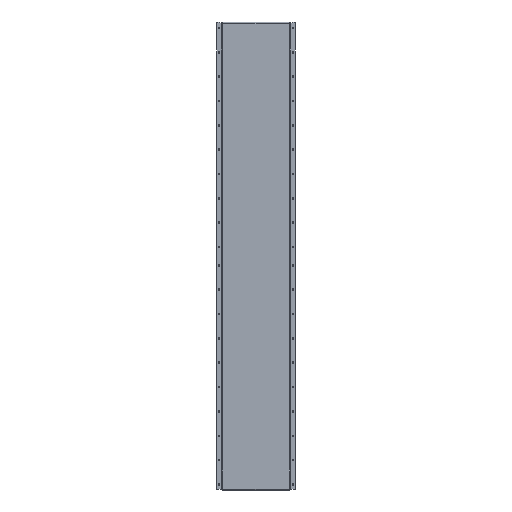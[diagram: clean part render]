
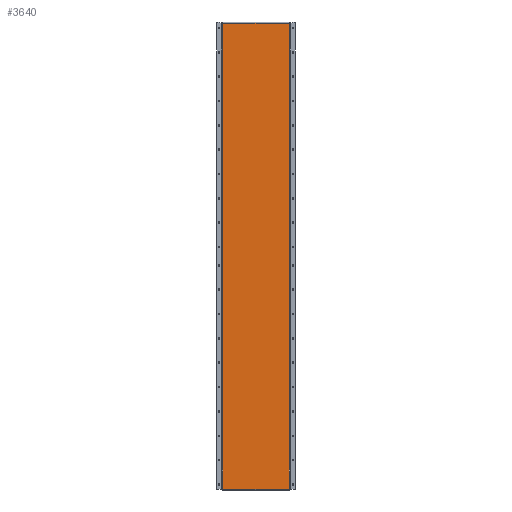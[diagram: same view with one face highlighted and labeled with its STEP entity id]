
A CAD part, front view. The second image highlights one B-rep face of the part: STEP entity #3640.
In plain terms, the highlighted planar face has unit normal (0, -1, 0).
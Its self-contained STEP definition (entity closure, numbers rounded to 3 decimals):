
#206 = DIRECTION ( 'NONE',  ( -1., 0., 0. ) ) ;
#242 = VERTEX_POINT ( 'NONE', #1492 ) ;
#433 = ORIENTED_EDGE ( 'NONE', *, *, #4377, .T. ) ;
#524 = VECTOR ( 'NONE', #1535, 1000. ) ;
#637 = VERTEX_POINT ( 'NONE', #981 ) ;
#805 = VECTOR ( 'NONE', #2531, 1000. ) ;
#877 = VECTOR ( 'NONE', #1876, 1000. ) ;
#981 = CARTESIAN_POINT ( 'NONE',  ( 4., 0., 1912. ) ) ;
#982 = CARTESIAN_POINT ( 'NONE',  ( 4., 0., 0. ) ) ;
#1126 = CARTESIAN_POINT ( 'NONE',  ( 0., 0., 0. ) ) ;
#1492 = CARTESIAN_POINT ( 'NONE',  ( 277., 0., 0. ) ) ;
#1535 = DIRECTION ( 'NONE',  ( -1., 0., 0. ) ) ;
#1876 = DIRECTION ( 'NONE',  ( 0., 0., -1. ) ) ;
#2071 = FACE_OUTER_BOUND ( 'NONE', #3276, .T. ) ;
#2317 = CARTESIAN_POINT ( 'NONE',  ( 277., 0., 1912. ) ) ;
#2361 = CARTESIAN_POINT ( 'NONE',  ( 0., 0., 1912. ) ) ;
#2400 = EDGE_CURVE ( 'NONE', #2715, #242, #2786, .T. ) ;
#2418 = AXIS2_PLACEMENT_3D ( 'NONE', #5220, #5310, #4312 ) ;
#2501 = LINE ( 'NONE', #3855, #805 ) ;
#2515 = PLANE ( 'NONE',  #2418 ) ;
#2531 = DIRECTION ( 'NONE',  ( 0., 0., -1. ) ) ;
#2702 = VECTOR ( 'NONE', #206, 1000. ) ;
#2715 = VERTEX_POINT ( 'NONE', #3190 ) ;
#2786 = LINE ( 'NONE', #2317, #877 ) ;
#3190 = CARTESIAN_POINT ( 'NONE',  ( 277., 0., 1912. ) ) ;
#3276 = EDGE_LOOP ( 'NONE', ( #3379, #4590, #3390, #433 ) ) ;
#3295 = EDGE_CURVE ( 'NONE', #242, #4225, #5507, .T. ) ;
#3379 = ORIENTED_EDGE ( 'NONE', *, *, #3295, .F. ) ;
#3390 = ORIENTED_EDGE ( 'NONE', *, *, #3490, .T. ) ;
#3490 = EDGE_CURVE ( 'NONE', #2715, #637, #5456, .T. ) ;
#3640 = ADVANCED_FACE ( 'NONE', ( #2071 ), #2515, .T. ) ;
#3855 = CARTESIAN_POINT ( 'NONE',  ( 4., 0., 1912. ) ) ;
#4225 = VERTEX_POINT ( 'NONE', #982 ) ;
#4312 = DIRECTION ( 'NONE',  ( 0., 0., -1. ) ) ;
#4377 = EDGE_CURVE ( 'NONE', #637, #4225, #2501, .T. ) ;
#4590 = ORIENTED_EDGE ( 'NONE', *, *, #2400, .F. ) ;
#5220 = CARTESIAN_POINT ( 'NONE',  ( 0., 0., 1912. ) ) ;
#5310 = DIRECTION ( 'NONE',  ( 0., -1., 0. ) ) ;
#5456 = LINE ( 'NONE', #2361, #2702 ) ;
#5507 = LINE ( 'NONE', #1126, #524 ) ;
